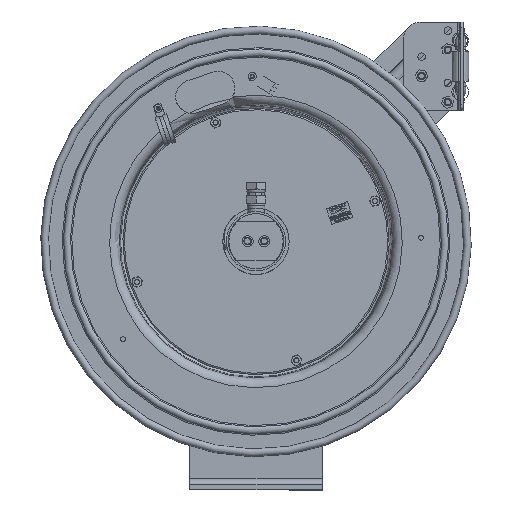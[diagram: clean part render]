
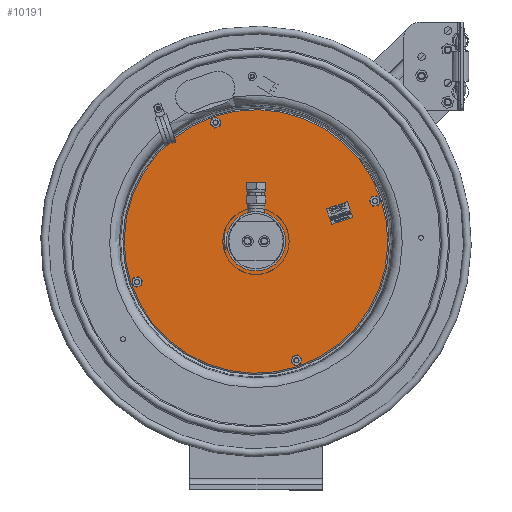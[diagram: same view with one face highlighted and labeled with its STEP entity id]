
A CAD part, top view. The second image highlights one B-rep face of the part: STEP entity #10191.
In plain terms, the highlighted planar face has unit normal (0, 0, 1).
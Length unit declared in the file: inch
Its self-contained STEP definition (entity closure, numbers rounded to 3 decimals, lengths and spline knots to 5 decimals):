
#10096=CARTESIAN_POINT('',(-5.65096,9.32634,5.4167));
#10097=VERTEX_POINT('',#10096);
#10098=CARTESIAN_POINT('',(0.00081,11.24947,5.4167));
#10099=DIRECTION('',(0.,0.,-1.0));
#10100=DIRECTION('',(0.947,0.322,0.));
#10101=AXIS2_PLACEMENT_3D('',#10098,#10099,#10100);
#10102=CIRCLE('',#10101,5.97);
#10103=EDGE_CURVE('',#10097,#10097,#10102,.T.);
#10128=CARTESIAN_POINT('',(0.00081,11.24947,5.4167));
#10129=DIRECTION('',(0.0,0.0,1.0));
#10130=DIRECTION('',(0.947,0.322,0.0));
#10131=AXIS2_PLACEMENT_3D('',#10128,#10129,#10130);
#10132=PLANE('',#10131);
#10133=ORIENTED_EDGE('',*,*,#10103,.F.);
#10134=EDGE_LOOP('',(#10133));
#10135=FACE_OUTER_BOUND('',#10134,.T.);
#10136=CARTESIAN_POINT('',(1.96547,5.91025,5.4167));
#10137=VERTEX_POINT('',#10136);
#10138=CARTESIAN_POINT('',(1.83293,5.86515,5.4167));
#10139=DIRECTION('',(0.,0.,-1.0));
#10140=DIRECTION('',(0.947,0.322,0.));
#10141=AXIS2_PLACEMENT_3D('',#10138,#10139,#10140);
#10142=CIRCLE('',#10141,0.14);
#10143=EDGE_CURVE('',#10137,#10137,#10142,.T.);
#10144=ORIENTED_EDGE('',*,*,#10143,.T.);
#10145=EDGE_LOOP('',(#10144));
#10146=FACE_BOUND('',#10145,.T.);
#10147=CARTESIAN_POINT('',(-1.69878,16.6789,5.4167));
#10148=VERTEX_POINT('',#10147);
#10149=CARTESIAN_POINT('',(-1.83132,16.6338,5.4167));
#10150=DIRECTION('',(0.,0.,-1.0));
#10151=DIRECTION('',(0.947,0.322,0.));
#10152=AXIS2_PLACEMENT_3D('',#10149,#10150,#10151);
#10153=CIRCLE('',#10152,0.14);
#10154=EDGE_CURVE('',#10148,#10148,#10153,.T.);
#10155=ORIENTED_EDGE('',*,*,#10154,.T.);
#10156=EDGE_LOOP('',(#10155));
#10157=FACE_BOUND('',#10156,.T.);
#10158=CARTESIAN_POINT('',(-5.25098,9.46245,5.4167));
#10159=VERTEX_POINT('',#10158);
#10160=CARTESIAN_POINT('',(-5.38352,9.41735,5.4167));
#10161=DIRECTION('',(0.,0.,-1.0));
#10162=DIRECTION('',(0.947,0.322,0.));
#10163=AXIS2_PLACEMENT_3D('',#10160,#10161,#10162);
#10164=CIRCLE('',#10163,0.14);
#10165=EDGE_CURVE('',#10159,#10159,#10164,.T.);
#10166=ORIENTED_EDGE('',*,*,#10165,.T.);
#10167=EDGE_LOOP('',(#10166));
#10168=FACE_BOUND('',#10167,.T.);
#10169=CARTESIAN_POINT('',(5.51767,13.1267,5.4167));
#10170=VERTEX_POINT('',#10169);
#10171=CARTESIAN_POINT('',(5.38513,13.0816,5.4167));
#10172=DIRECTION('',(0.,0.,-1.0));
#10173=DIRECTION('',(0.947,0.322,0.));
#10174=AXIS2_PLACEMENT_3D('',#10171,#10172,#10173);
#10175=CIRCLE('',#10174,0.14);
#10176=EDGE_CURVE('',#10170,#10170,#10175,.T.);
#10177=ORIENTED_EDGE('',*,*,#10176,.T.);
#10178=EDGE_LOOP('',(#10177));
#10179=FACE_BOUND('',#10178,.T.);
#10180=CARTESIAN_POINT('',(0.62089,11.46047,5.4167));
#10181=VERTEX_POINT('',#10180);
#10182=CARTESIAN_POINT('',(0.00081,11.24947,5.4167));
#10183=DIRECTION('',(0.,0.,-1.0));
#10184=DIRECTION('',(-0.947,-0.322,0.));
#10185=AXIS2_PLACEMENT_3D('',#10182,#10183,#10184);
#10186=CIRCLE('',#10185,0.655);
#10187=EDGE_CURVE('',#10181,#10181,#10186,.T.);
#10188=ORIENTED_EDGE('',*,*,#10187,.T.);
#10189=EDGE_LOOP('',(#10188));
#10190=FACE_BOUND('',#10189,.T.);
#10191=ADVANCED_FACE('',(#10135,#10146,#10157,#10168,#10179,#10190),#10132,.T.);
